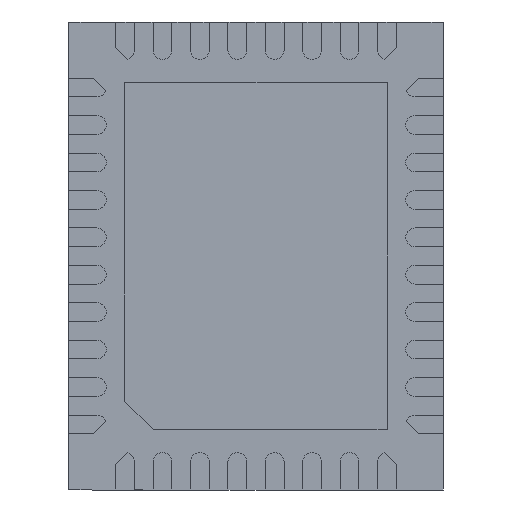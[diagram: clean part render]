
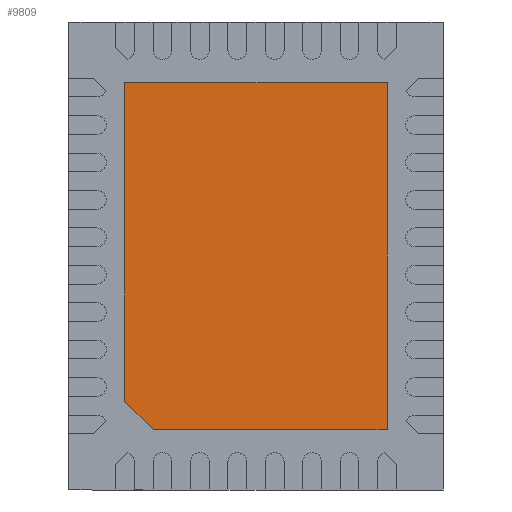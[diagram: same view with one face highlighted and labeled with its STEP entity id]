
A CAD part, front view. The second image highlights one B-rep face of the part: STEP entity #9809.
In plain terms, the highlighted planar face has unit normal (0, -1, 0).
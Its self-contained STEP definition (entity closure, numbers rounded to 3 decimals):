
#166 = ORIENTED_EDGE ( 'NONE', *, *, #8193, .T. ) ;
#427 = LINE ( 'NONE', #9102, #11867 ) ;
#499 = CARTESIAN_POINT ( 'NONE',  ( 1.4, 0., -1.85 ) ) ;
#533 = VECTOR ( 'NONE', #10461, 1000. ) ;
#620 = DIRECTION ( 'NONE',  ( -1., 0., 0. ) ) ;
#923 = ORIENTED_EDGE ( 'NONE', *, *, #11512, .T. ) ;
#1403 = EDGE_LOOP ( 'NONE', ( #9004, #6683, #923, #12516, #166 ) ) ;
#1516 = DIRECTION ( 'NONE',  ( 1., 0., 0. ) ) ;
#1990 = DIRECTION ( 'NONE',  ( 0., 0., -1. ) ) ;
#2301 = VECTOR ( 'NONE', #620, 1000. ) ;
#2335 = CARTESIAN_POINT ( 'NONE',  ( -1.4, 0., 1.85 ) ) ;
#2453 = CARTESIAN_POINT ( 'NONE',  ( -1.4, 0., 1.85 ) ) ;
#2664 = LINE ( 'NONE', #9434, #533 ) ;
#2695 = EDGE_CURVE ( 'NONE', #7083, #2985, #2664, .T. ) ;
#2965 = CARTESIAN_POINT ( 'NONE',  ( 1.4, 0., 1.85 ) ) ;
#2985 = VERTEX_POINT ( 'NONE', #11444 ) ;
#3143 = AXIS2_PLACEMENT_3D ( 'NONE', #6795, #10679, #1990 ) ;
#4144 = VERTEX_POINT ( 'NONE', #499 ) ;
#4204 = CARTESIAN_POINT ( 'NONE',  ( 1.4, 0., 1.85 ) ) ;
#4952 = FACE_OUTER_BOUND ( 'NONE', #1403, .T. ) ;
#5163 = VECTOR ( 'NONE', #1516, 1000. ) ;
#5358 = LINE ( 'NONE', #2453, #2301 ) ;
#5727 = CARTESIAN_POINT ( 'NONE',  ( -1.4, 0., -1.55 ) ) ;
#5867 = DIRECTION ( 'NONE',  ( 0., 0., 1. ) ) ;
#6003 = LINE ( 'NONE', #7270, #5163 ) ;
#6363 = VECTOR ( 'NONE', #5867, 1000. ) ;
#6683 = ORIENTED_EDGE ( 'NONE', *, *, #2695, .T. ) ;
#6730 = EDGE_CURVE ( 'NONE', #4144, #12396, #7766, .T. ) ;
#6795 = CARTESIAN_POINT ( 'NONE',  ( 0., 0., 0. ) ) ;
#7083 = VERTEX_POINT ( 'NONE', #5727 ) ;
#7270 = CARTESIAN_POINT ( 'NONE',  ( -1.1, 0., -1.85 ) ) ;
#7766 = LINE ( 'NONE', #2965, #6363 ) ;
#8193 = EDGE_CURVE ( 'NONE', #12396, #10326, #5358, .T. ) ;
#8822 = PLANE ( 'NONE',  #3143 ) ;
#9004 = ORIENTED_EDGE ( 'NONE', *, *, #11590, .T. ) ;
#9102 = CARTESIAN_POINT ( 'NONE',  ( -1.4, 0., 1.85 ) ) ;
#9434 = CARTESIAN_POINT ( 'NONE',  ( -1.4, 0., -1.55 ) ) ;
#9809 = ADVANCED_FACE ( 'NONE', ( #4952 ), #8822, .T. ) ;
#10326 = VERTEX_POINT ( 'NONE', #2335 ) ;
#10461 = DIRECTION ( 'NONE',  ( 0.707, 0., -0.707 ) ) ;
#10679 = DIRECTION ( 'NONE',  ( 0., -1., 0. ) ) ;
#11444 = CARTESIAN_POINT ( 'NONE',  ( -1.1, 0., -1.85 ) ) ;
#11512 = EDGE_CURVE ( 'NONE', #2985, #4144, #6003, .T. ) ;
#11590 = EDGE_CURVE ( 'NONE', #10326, #7083, #427, .T. ) ;
#11867 = VECTOR ( 'NONE', #12145, 1000. ) ;
#12145 = DIRECTION ( 'NONE',  ( 0., 0., -1. ) ) ;
#12396 = VERTEX_POINT ( 'NONE', #4204 ) ;
#12516 = ORIENTED_EDGE ( 'NONE', *, *, #6730, .T. ) ;
